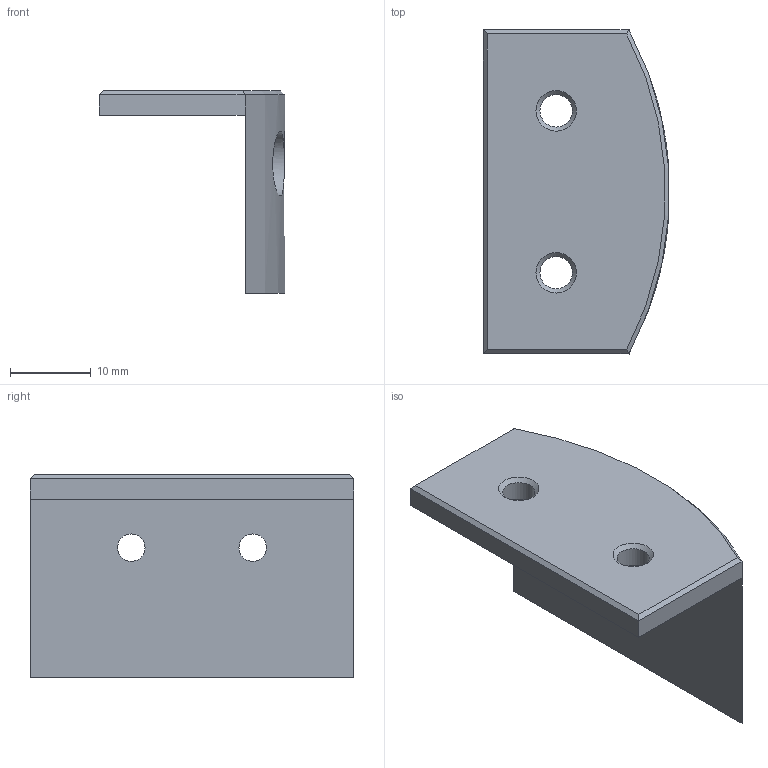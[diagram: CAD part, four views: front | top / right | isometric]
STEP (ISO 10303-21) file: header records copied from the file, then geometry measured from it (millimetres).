
FILE_DESCRIPTION(('FreeCAD Model'),'2;1');
FILE_NAME('Open CASCADE Shape Model','2023-10-28T20:36:19',(''),(''), 'Open CASCADE STEP processor 7.6','FreeCAD','Unknown');
FILE_SCHEMA(('AUTOMOTIVE_DESIGN { 1 0 10303 214 1 1 1 1 }'));
Length unit declared in the file: millimetre
Products named in the file (1): Body
Bounding box: 22.9 x 40 x 25 mm (x, y, z)
Volume: 5257.8 mm3; surface area: 3930.8 mm2
Topology: 1 solids, 1 shells, 22 faces, 46 edges, 28 vertices
Faces by surface type: plane 12, cylinder 7, cone 3
Full cylindrical faces by diameter (mm): 3.4 x2, 4 x2, 8 x2
Entity records: 717 total; most frequent: CARTESIAN_POINT 197, DIRECTION 107, ORIENTED_EDGE 92, EDGE_CURVE 46, AXIS2_PLACEMENT_3D 40, FACE_BOUND 32, EDGE_LOOP 32, VERTEX_POINT 28
